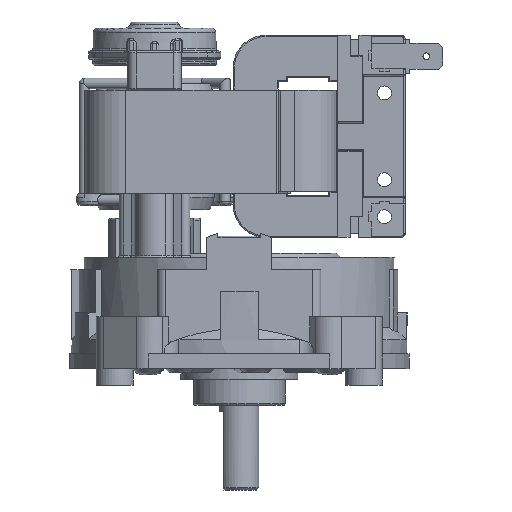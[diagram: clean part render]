
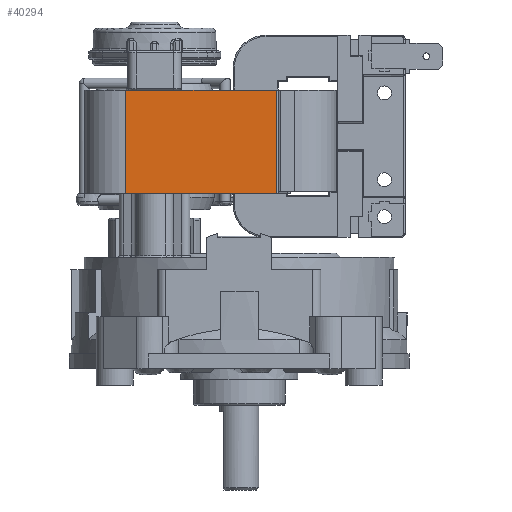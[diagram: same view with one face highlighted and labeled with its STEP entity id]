
A CAD part, left-side view. The second image highlights one B-rep face of the part: STEP entity #40294.
In plain terms, the highlighted planar face has unit normal (-1, 0, 0).
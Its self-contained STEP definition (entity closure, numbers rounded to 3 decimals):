
#18610=CARTESIAN_POINT('',(-30.,27.5,63.9));
#18611=VERTEX_POINT('',#18610);
#18619=CARTESIAN_POINT('',(-30.,-9.,63.9));
#18620=VERTEX_POINT('',#18619);
#18621=CARTESIAN_POINT('',(-30.,-9.,63.9));
#18622=DIRECTION('',(0.0,1.0,0.0));
#18623=VECTOR('',#18622,36.5);
#18624=LINE('',#18621,#18623);
#18625=EDGE_CURVE('',#18620,#18611,#18624,.T.);
#40243=CARTESIAN_POINT('',(-30.,-9.,38.9));
#40244=VERTEX_POINT('',#40243);
#40262=CARTESIAN_POINT('',(-30.,-9.,63.9));
#40263=DIRECTION('',(0.0,0.0,-1.0));
#40264=VECTOR('',#40263,25.);
#40265=LINE('',#40262,#40264);
#40266=EDGE_CURVE('',#18620,#40244,#40265,.T.);
#40271=CARTESIAN_POINT('',(-30.,27.5,63.9));
#40272=DIRECTION('',(-1.0,0.0,0.0));
#40273=DIRECTION('',(0.0,0.0,1.0));
#40274=AXIS2_PLACEMENT_3D('',#40271,#40272,#40273);
#40275=PLANE('',#40274);
#40276=CARTESIAN_POINT('',(-30.,27.5,38.9));
#40277=VERTEX_POINT('',#40276);
#40278=CARTESIAN_POINT('',(-30.,27.5,38.9));
#40279=DIRECTION('',(0.0,-1.0,0.0));
#40280=VECTOR('',#40279,36.5);
#40281=LINE('',#40278,#40280);
#40282=EDGE_CURVE('',#40277,#40244,#40281,.T.);
#40283=ORIENTED_EDGE('',*,*,#40282,.T.);
#40284=ORIENTED_EDGE('',*,*,#40266,.F.);
#40285=ORIENTED_EDGE('',*,*,#18625,.T.);
#40286=CARTESIAN_POINT('',(-30.,27.5,63.9));
#40287=DIRECTION('',(0.0,0.0,-1.0));
#40288=VECTOR('',#40287,25.);
#40289=LINE('',#40286,#40288);
#40290=EDGE_CURVE('',#18611,#40277,#40289,.T.);
#40291=ORIENTED_EDGE('',*,*,#40290,.T.);
#40292=EDGE_LOOP('',(#40283,#40284,#40285,#40291));
#40293=FACE_OUTER_BOUND('',#40292,.T.);
#40294=ADVANCED_FACE('',(#40293),#40275,.T.);
